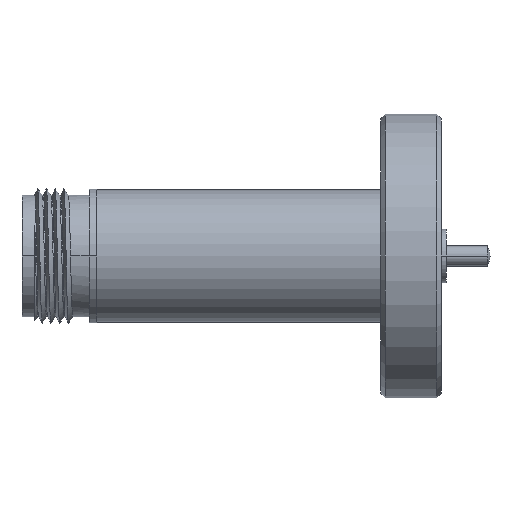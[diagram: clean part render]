
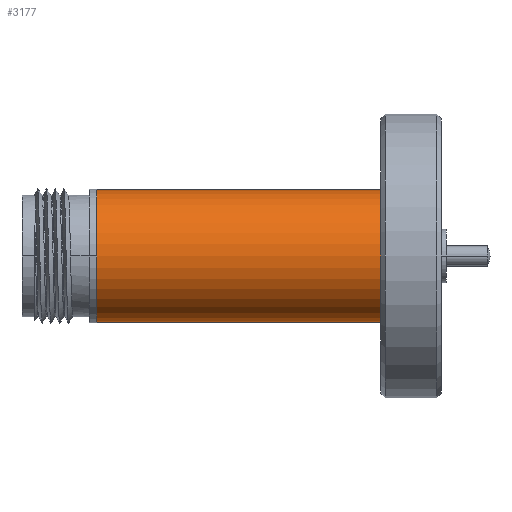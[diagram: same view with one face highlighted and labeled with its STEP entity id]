
A CAD part, left-side view. The second image highlights one B-rep face of the part: STEP entity #3177.
In plain terms, the highlighted cylindrical face has radius 7.899 mm (diameter 15.799 mm), a partial arc.
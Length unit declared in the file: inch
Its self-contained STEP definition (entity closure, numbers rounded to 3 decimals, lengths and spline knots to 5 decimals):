
#555 = VECTOR ( 'NONE', #626, 39.37008 ) ;
#577 = CIRCLE ( 'NONE', #602, 0.311 ) ;
#601 = VECTOR ( 'NONE', #629, 39.37008 ) ;
#602 = AXIS2_PLACEMENT_3D ( 'NONE', #842, #843, #844 ) ;
#626 = DIRECTION ( 'NONE',  ( 0., 1., 0. ) ) ;
#627 = LINE ( 'NONE', #628, #601 ) ;
#628 = CARTESIAN_POINT ( 'NONE',  ( 0., 2.68439, 0.311 ) ) ;
#629 = DIRECTION ( 'NONE',  ( 0., 1., 0. ) ) ;
#842 = CARTESIAN_POINT ( 'NONE',  ( 0., -0.80887, 0. ) ) ;
#843 = DIRECTION ( 'NONE',  ( 0., -1., 0. ) ) ;
#844 = DIRECTION ( 'NONE',  ( 0., 0., 1. ) ) ;
#1267 = LINE ( 'NONE', #1268, #555 ) ;
#1268 = CARTESIAN_POINT ( 'NONE',  ( 0., 2.68439, -0.311 ) ) ;
#1642 = AXIS2_PLACEMENT_3D ( 'NONE', #3900, #3912, #3897 ) ;
#2021 = CARTESIAN_POINT ( 'NONE',  ( 0., -0.80887, 0.311 ) ) ;
#2158 = CARTESIAN_POINT ( 'NONE',  ( 0., -2.30526, -0.311 ) ) ;
#2182 = VERTEX_POINT ( 'NONE', #2021 ) ;
#2216 = VERTEX_POINT ( 'NONE', #2158 ) ;
#2579 = CARTESIAN_POINT ( 'NONE',  ( 0., -2.30526, 0. ) ) ;
#2580 = DIRECTION ( 'NONE',  ( 0., 1., 0. ) ) ;
#2581 = DIRECTION ( 'NONE',  ( 1., 0., 0. ) ) ;
#2763 = CARTESIAN_POINT ( 'NONE',  ( 0., -2.30526, 0.311 ) ) ;
#2793 = CARTESIAN_POINT ( 'NONE',  ( 0., -0.80887, -0.311 ) ) ;
#3177 = ADVANCED_FACE ( 'NONE', ( #3901 ), #3898, .T. ) ;
#3329 = EDGE_CURVE ( 'NONE', #2216, #3994, #1267, .T. ) ;
#3330 = EDGE_CURVE ( 'NONE', #3963, #2182, #627, .T. ) ;
#3374 = EDGE_CURVE ( 'NONE', #2182, #3994, #577, .T. ) ;
#3383 = EDGE_CURVE ( 'NONE', #2216, #3963, #5802, .T. ) ;
#3897 = DIRECTION ( 'NONE',  ( 0., 0., 1. ) ) ;
#3898 = CYLINDRICAL_SURFACE ( 'NONE', #1642, 0.311 ) ;
#3900 = CARTESIAN_POINT ( 'NONE',  ( 0., 2.68439, 0. ) ) ;
#3901 = FACE_OUTER_BOUND ( 'NONE', #4865, .T. ) ;
#3912 = DIRECTION ( 'NONE',  ( 0., 1., 0. ) ) ;
#3963 = VERTEX_POINT ( 'NONE', #2763 ) ;
#3994 = VERTEX_POINT ( 'NONE', #2793 ) ;
#4829 = ORIENTED_EDGE ( 'NONE', *, *, #3374, .T. ) ;
#4833 = ORIENTED_EDGE ( 'NONE', *, *, #3383, .T. ) ;
#4836 = ORIENTED_EDGE ( 'NONE', *, *, #3330, .T. ) ;
#4865 = EDGE_LOOP ( 'NONE', ( #5036, #4833, #4836, #4829 ) ) ;
#5036 = ORIENTED_EDGE ( 'NONE', *, *, #3329, .F. ) ;
#5799 = AXIS2_PLACEMENT_3D ( 'NONE', #2579, #2580, #2581 ) ;
#5802 = CIRCLE ( 'NONE', #5799, 0.311 ) ;
